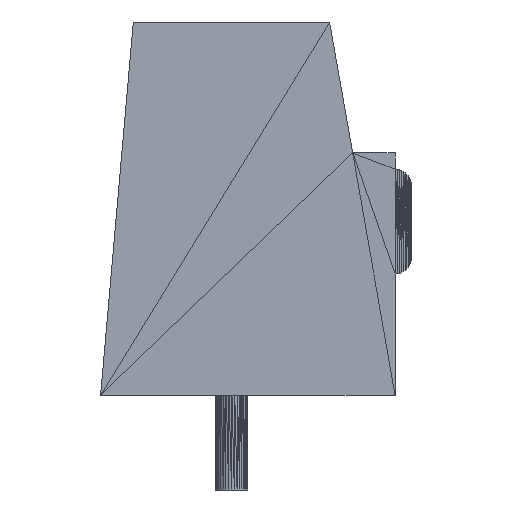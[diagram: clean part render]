
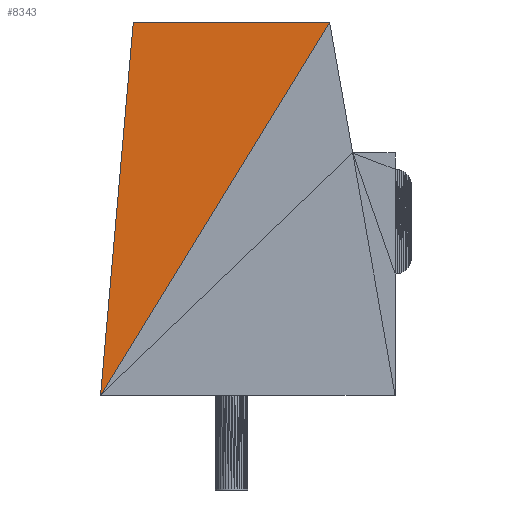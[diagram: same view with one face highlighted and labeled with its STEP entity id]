
A CAD part, left-side view. The second image highlights one B-rep face of the part: STEP entity #8343.
In plain terms, the highlighted planar face has unit normal (-1, 0, 0).
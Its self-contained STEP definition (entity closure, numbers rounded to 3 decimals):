
#6456 = VERTEX_POINT('',#6457);
#6457 = CARTESIAN_POINT('',(-5000.,4000.,0.));
#6471 = PLANE('',#6472);
#6472 = AXIS2_PLACEMENT_3D('',#6473,#6474,#6475);
#6473 = CARTESIAN_POINT('',(-5000.,-189.431,5474.699)
  );
#6474 = DIRECTION('',(-1.,-0.,-0.));
#6475 = DIRECTION('',(0.,0.,-1.));
#6512 = VERTEX_POINT('',#6513);
#6513 = CARTESIAN_POINT('',(-5000.,-3000.,11400.));
#6538 = EDGE_CURVE('',#6512,#6456,#6539,.T.);
#6539 = SURFACE_CURVE('',#6540,(#6544,#6551),.PCURVE_S1.);
#6540 = LINE('',#6541,#6542);
#6541 = CARTESIAN_POINT('',(-5000.,-3000.,11400.));
#6542 = VECTOR('',#6543,1.);
#6543 = DIRECTION('',(0.,0.523,-0.852));
#6544 = PCURVE('',#6471,#6545);
#6545 = DEFINITIONAL_REPRESENTATION('',(#6546),#6550);
#6546 = LINE('',#6547,#6548);
#6547 = CARTESIAN_POINT('',(-5925.301,2810.569));
#6548 = VECTOR('',#6549,1.);
#6549 = DIRECTION('',(0.852,-0.523));
#6550 = ( GEOMETRIC_REPRESENTATION_CONTEXT(2) 
PARAMETRIC_REPRESENTATION_CONTEXT() REPRESENTATION_CONTEXT('2D SPACE',''
  ) );
#6551 = PCURVE('',#6552,#6557);
#6552 = PLANE('',#6553);
#6553 = AXIS2_PLACEMENT_3D('',#6554,#6555,#6556);
#6554 = CARTESIAN_POINT('',(-5000.,1516.546,
    6809.62));
#6555 = DIRECTION('',(-1.,0.,0.));
#6556 = DIRECTION('',(0.,-1.,0.));
#6557 = DEFINITIONAL_REPRESENTATION('',(#6558),#6561);
#6558 = B_SPLINE_CURVE_WITH_KNOTS('',1,(#6559,#6560),.UNSPECIFIED.,.F.,
  .F.,(2,2),(0.,13377.593),.PIECEWISE_BEZIER_KNOTS.);
#6559 = CARTESIAN_POINT('',(4516.546,4590.38));
#6560 = CARTESIAN_POINT('',(-2483.454,-6809.62));
#6561 = ( GEOMETRIC_REPRESENTATION_CONTEXT(2) 
PARAMETRIC_REPRESENTATION_CONTEXT() REPRESENTATION_CONTEXT('2D SPACE',''
  ) );
#8174 = VERTEX_POINT('',#8175);
#8175 = CARTESIAN_POINT('',(-5000.,3000.,11400.));
#8182 = PLANE('',#8183);
#8183 = AXIS2_PLACEMENT_3D('',#8184,#8185,#8186);
#8184 = CARTESIAN_POINT('',(-1561.602,3636.459,
    4144.372));
#8185 = DIRECTION('',(0.,0.996,
    0.087));
#8186 = DIRECTION('',(0.,-0.087,
    0.996));
#8220 = EDGE_CURVE('',#6456,#8174,#8221,.T.);
#8221 = SURFACE_CURVE('',#8222,(#8226,#8233),.PCURVE_S1.);
#8222 = LINE('',#8223,#8224);
#8223 = CARTESIAN_POINT('',(-5000.,4000.,0.));
#8224 = VECTOR('',#8225,1.);
#8225 = DIRECTION('',(0.,-0.087,0.996));
#8226 = PCURVE('',#8182,#8227);
#8227 = DEFINITIONAL_REPRESENTATION('',(#8228),#8232);
#8228 = LINE('',#8229,#8230);
#8229 = CARTESIAN_POINT('',(-4160.286,-3438.398));
#8230 = VECTOR('',#8231,1.);
#8231 = DIRECTION('',(1.,0.));
#8232 = ( GEOMETRIC_REPRESENTATION_CONTEXT(2) 
PARAMETRIC_REPRESENTATION_CONTEXT() REPRESENTATION_CONTEXT('2D SPACE',''
  ) );
#8233 = PCURVE('',#6552,#8234);
#8234 = DEFINITIONAL_REPRESENTATION('',(#8235),#8238);
#8235 = B_SPLINE_CURVE_WITH_KNOTS('',1,(#8236,#8237),.UNSPECIFIED.,.F.,
  .F.,(2,2),(0.,11443.776),.PIECEWISE_BEZIER_KNOTS.);
#8236 = CARTESIAN_POINT('',(-2483.454,-6809.62));
#8237 = CARTESIAN_POINT('',(-1483.454,4590.38));
#8238 = ( GEOMETRIC_REPRESENTATION_CONTEXT(2) 
PARAMETRIC_REPRESENTATION_CONTEXT() REPRESENTATION_CONTEXT('2D SPACE',''
  ) );
#8343 = ADVANCED_FACE('',(#8344),#6552,.T.);
#8344 = FACE_BOUND('',#8345,.T.);
#8345 = EDGE_LOOP('',(#8346,#8347,#8372));
#8346 = ORIENTED_EDGE('',*,*,#6538,.F.);
#8347 = ORIENTED_EDGE('',*,*,#8348,.T.);
#8348 = EDGE_CURVE('',#6512,#8174,#8349,.T.);
#8349 = SURFACE_CURVE('',#8350,(#8354,#8361),.PCURVE_S1.);
#8350 = LINE('',#8351,#8352);
#8351 = CARTESIAN_POINT('',(-5000.,-3000.,11400.));
#8352 = VECTOR('',#8353,1.);
#8353 = DIRECTION('',(0.,1.,0.));
#8354 = PCURVE('',#6552,#8355);
#8355 = DEFINITIONAL_REPRESENTATION('',(#8356),#8360);
#8356 = LINE('',#8357,#8358);
#8357 = CARTESIAN_POINT('',(4516.546,4590.38));
#8358 = VECTOR('',#8359,1.);
#8359 = DIRECTION('',(-1.,0.));
#8360 = ( GEOMETRIC_REPRESENTATION_CONTEXT(2) 
PARAMETRIC_REPRESENTATION_CONTEXT() REPRESENTATION_CONTEXT('2D SPACE',''
  ) );
#8361 = PCURVE('',#8362,#8367);
#8362 = PLANE('',#8363);
#8363 = AXIS2_PLACEMENT_3D('',#8364,#8365,#8366);
#8364 = CARTESIAN_POINT('',(-4866.37,-2.686,11400.
    ));
#8365 = DIRECTION('',(0.,0.,1.));
#8366 = DIRECTION('',(1.,0.,0.));
#8367 = DEFINITIONAL_REPRESENTATION('',(#8368),#8371);
#8368 = B_SPLINE_CURVE_WITH_KNOTS('',1,(#8369,#8370),.UNSPECIFIED.,.F.,
  .F.,(2,2),(0.,6000.),.PIECEWISE_BEZIER_KNOTS.);
#8369 = CARTESIAN_POINT('',(-133.63,-2997.314));
#8370 = CARTESIAN_POINT('',(-133.63,3002.686));
#8371 = ( GEOMETRIC_REPRESENTATION_CONTEXT(2) 
PARAMETRIC_REPRESENTATION_CONTEXT() REPRESENTATION_CONTEXT('2D SPACE',''
  ) );
#8372 = ORIENTED_EDGE('',*,*,#8220,.F.);
